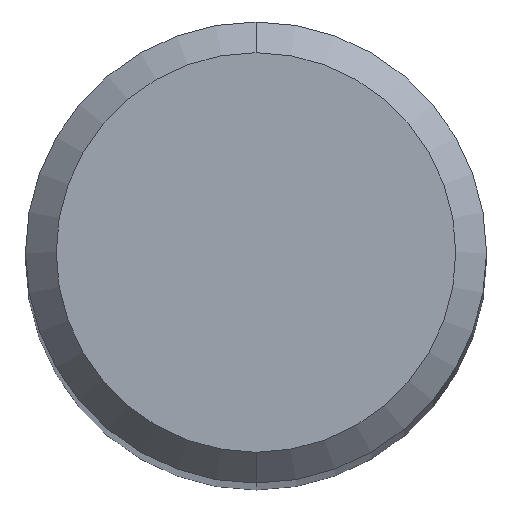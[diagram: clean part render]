
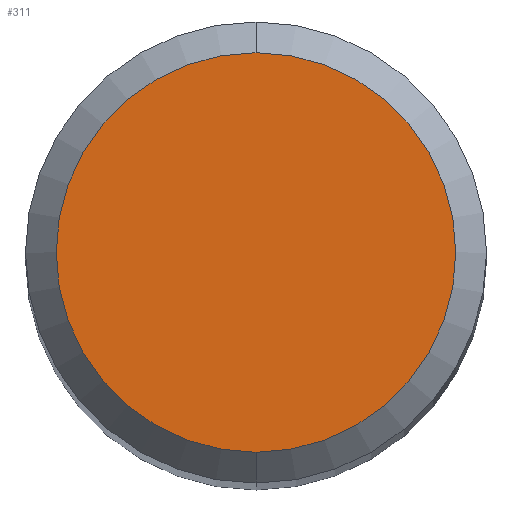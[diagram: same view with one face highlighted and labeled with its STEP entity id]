
A CAD part, top view. The second image highlights one B-rep face of the part: STEP entity #311.
In plain terms, the highlighted planar face has unit normal (0, 0, 1).
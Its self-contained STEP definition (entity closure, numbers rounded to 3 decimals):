
#233=EDGE_CURVE('',#235,#269,#545,.T.);
#235=VERTEX_POINT('',#547);
#269=VERTEX_POINT('',#583);
#311=ADVANCED_FACE('',(#629),#630,.T.);
#317=EDGE_CURVE('',#269,#235,#636,.T.);
#545=CIRCLE('',#973,2.6);
#547=CARTESIAN_POINT('',(0.,-2.6,0.0));
#583=CARTESIAN_POINT('',(0.0,2.6,0.0));
#629=FACE_OUTER_BOUND('',#1100,.T.);
#630=PLANE('',#1101);
#636=CIRCLE('',#1110,2.6);
#973=AXIS2_PLACEMENT_3D('',#1501,#1502,#1503);
#1100=EDGE_LOOP('',(#1578,#1579));
#1101=AXIS2_PLACEMENT_3D('',#1580,#1581,#1582);
#1110=AXIS2_PLACEMENT_3D('',#1584,#1585,#1586);
#1501=CARTESIAN_POINT('',(0.0,0.0,0.0));
#1502=DIRECTION('',(0.0,0.0,-1.0));
#1503=DIRECTION('',(0.0,1.0,0.0));
#1578=ORIENTED_EDGE('',*,*,#317,.F.);
#1579=ORIENTED_EDGE('',*,*,#233,.F.);
#1580=CARTESIAN_POINT('',(0.0,1.3,0.0));
#1581=DIRECTION('',(-0.0,0.0,1.0));
#1582=DIRECTION('',(0.0,-1.0,0.0));
#1584=CARTESIAN_POINT('',(0.0,0.0,0.0));
#1585=DIRECTION('',(0.0,0.0,-1.0));
#1586=DIRECTION('',(0.0,1.0,0.0));
